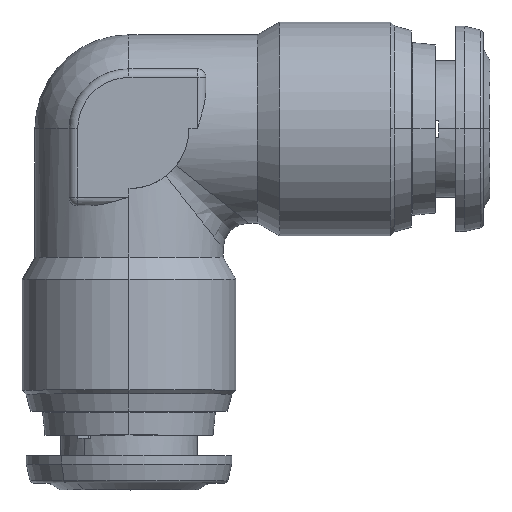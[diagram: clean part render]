
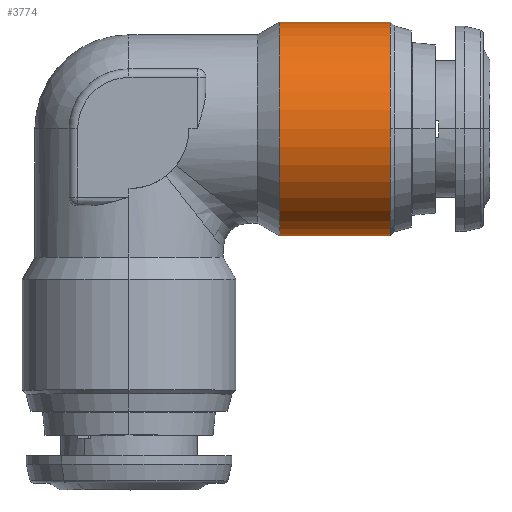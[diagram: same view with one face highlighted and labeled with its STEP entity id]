
A CAD part, top view. The second image highlights one B-rep face of the part: STEP entity #3774.
In plain terms, the highlighted cylindrical face has radius 6.25 mm (diameter 12.5 mm), a partial arc.
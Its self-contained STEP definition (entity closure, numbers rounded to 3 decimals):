
#9 = VERTEX_POINT ( 'NONE', #2974 ) ;
#120 = EDGE_LOOP ( 'NONE', ( #1535, #1536, #1537, #1538, #1539 ) ) ;
#230 = EDGE_CURVE ( 'NONE', #3474, #3468, #4805, .T. ) ;
#238 = EDGE_CURVE ( 'NONE', #3459, #3458, #4831, .T. ) ;
#260 = EDGE_CURVE ( 'NONE', #3458, #9, #4873, .T. ) ;
#261 = EDGE_CURVE ( 'NONE', #9, #3474, #4889, .T. ) ;
#262 = EDGE_CURVE ( 'NONE', #3459, #3468, #4893, .T. ) ;
#384 = AXIS2_PLACEMENT_3D ( 'NONE', #3152, #3153, #3154 ) ;
#390 = AXIS2_PLACEMENT_3D ( 'NONE', #1855, #1856, #1857 ) ;
#394 = AXIS2_PLACEMENT_3D ( 'NONE', #1942, #1943, #1944 ) ;
#1283 = CARTESIAN_POINT ( 'NONE',  ( 17.5, 17.5, 0. ) ) ;
#1284 = DIRECTION ( 'NONE',  ( 1., 0., 0. ) ) ;
#1292 = DIRECTION ( 'NONE',  ( 0., 1., 0. ) ) ;
#1535 = ORIENTED_EDGE ( 'NONE', *, *, #238, .T. ) ;
#1536 = ORIENTED_EDGE ( 'NONE', *, *, #260, .T. ) ;
#1537 = ORIENTED_EDGE ( 'NONE', *, *, #261, .T. ) ;
#1538 = ORIENTED_EDGE ( 'NONE', *, *, #230, .T. ) ;
#1539 = ORIENTED_EDGE ( 'NONE', *, *, #262, .F. ) ;
#1855 = CARTESIAN_POINT ( 'NONE',  ( 8.799, 17.5, 0. ) ) ;
#1856 = DIRECTION ( 'NONE',  ( 1., 0., 0. ) ) ;
#1857 = DIRECTION ( 'NONE',  ( 0., 1., 0. ) ) ;
#1935 = DIRECTION ( 'NONE',  ( 1., 0., 0. ) ) ;
#1936 = CARTESIAN_POINT ( 'NONE',  ( 17.5, 11.25, 0. ) ) ;
#1940 = CARTESIAN_POINT ( 'NONE',  ( 17.5, 23.75, 0. ) ) ;
#1941 = DIRECTION ( 'NONE',  ( 1., 0., 0. ) ) ;
#1942 = CARTESIAN_POINT ( 'NONE',  ( 15.268, 17.5, 0. ) ) ;
#1943 = DIRECTION ( 'NONE',  ( -1., 0., 0. ) ) ;
#1944 = DIRECTION ( 'NONE',  ( 0., 0., 1. ) ) ;
#2974 = CARTESIAN_POINT ( 'NONE',  ( 15.268, 11.25, 0. ) ) ;
#3152 = CARTESIAN_POINT ( 'NONE',  ( 15.268, 17.5, 0. ) ) ;
#3153 = DIRECTION ( 'NONE',  ( -1., 0., 0. ) ) ;
#3154 = DIRECTION ( 'NONE',  ( 0., 0., 1. ) ) ;
#3367 = FACE_OUTER_BOUND ( 'NONE', #120, .T. ) ;
#3378 = CYLINDRICAL_SURFACE ( 'NONE', #5730, 6.25 ) ;
#3458 = VERTEX_POINT ( 'NONE', #3827 ) ;
#3459 = VERTEX_POINT ( 'NONE', #3834 ) ;
#3468 = VERTEX_POINT ( 'NONE', #3839 ) ;
#3474 = VERTEX_POINT ( 'NONE', #3843 ) ;
#3774 = ADVANCED_FACE ( 'NONE', ( #3367 ), #3378, .T. ) ;
#3827 = CARTESIAN_POINT ( 'NONE',  ( 8.799, 11.25, 0. ) ) ;
#3834 = CARTESIAN_POINT ( 'NONE',  ( 8.799, 23.75, 0. ) ) ;
#3839 = CARTESIAN_POINT ( 'NONE',  ( 15.268, 23.75, 0. ) ) ;
#3843 = CARTESIAN_POINT ( 'NONE',  ( 15.268, 17.5, 6.25 ) ) ;
#4805 = CIRCLE ( 'NONE', #384, 6.25 ) ;
#4831 = CIRCLE ( 'NONE', #390, 6.25 ) ;
#4873 = LINE ( 'NONE', #1936, #4891 ) ;
#4889 = CIRCLE ( 'NONE', #394, 6.25 ) ;
#4891 = VECTOR ( 'NONE', #1941, 1000. ) ;
#4893 = LINE ( 'NONE', #1940, #4896 ) ;
#4896 = VECTOR ( 'NONE', #1935, 1000. ) ;
#5730 = AXIS2_PLACEMENT_3D ( 'NONE', #1283, #1284, #1292 ) ;
